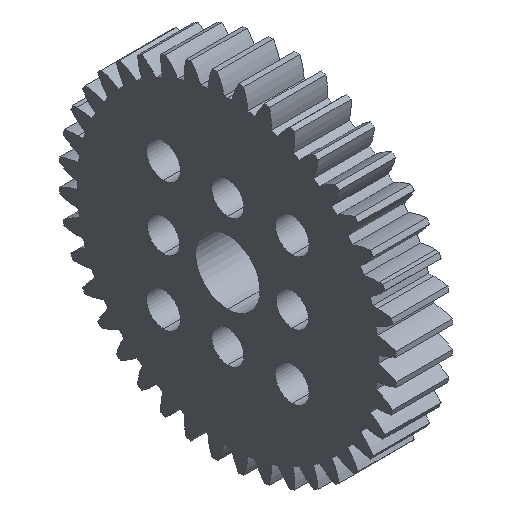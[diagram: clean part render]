
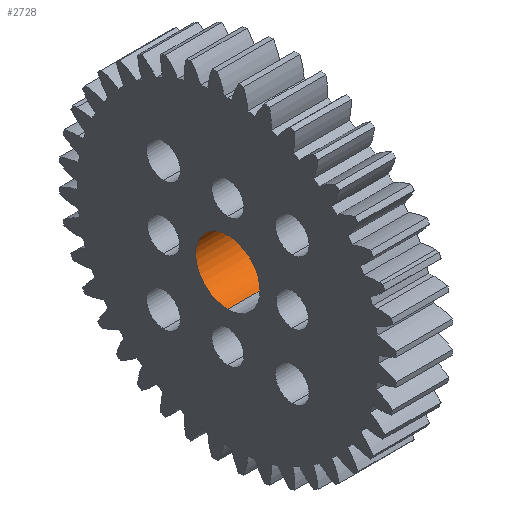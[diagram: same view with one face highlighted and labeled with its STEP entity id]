
A CAD part, isometric view. The second image highlights one B-rep face of the part: STEP entity #2728.
In plain terms, the highlighted cylindrical face has radius 4 mm (diameter 8 mm), a partial arc.
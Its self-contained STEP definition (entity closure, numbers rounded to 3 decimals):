
#248 = EDGE_CURVE ( 'NONE', #637, #5927, #4960, .T. ) ;
#450 = EDGE_CURVE ( 'NONE', #2896, #5927, #2320, .T. ) ;
#637 = VERTEX_POINT ( 'NONE', #5341 ) ;
#923 = VERTEX_POINT ( 'NONE', #2229 ) ;
#1081 = VECTOR ( 'NONE', #4822, 1000. ) ;
#1462 = DIRECTION ( 'NONE',  ( -1., 0., 0. ) ) ;
#1659 = AXIS2_PLACEMENT_3D ( 'NONE', #4525, #3964, #2531 ) ;
#1685 = AXIS2_PLACEMENT_3D ( 'NONE', #5539, #1462, #3037 ) ;
#1741 = DIRECTION ( 'NONE',  ( 0., 0., 1. ) ) ;
#1953 = EDGE_LOOP ( 'NONE', ( #2331, #5911, #5101, #3099 ) ) ;
#1965 = FACE_OUTER_BOUND ( 'NONE', #1953, .T. ) ;
#2200 = EDGE_CURVE ( 'NONE', #923, #2896, #3906, .T. ) ;
#2229 = CARTESIAN_POINT ( 'NONE',  ( 7., 0., 4. ) ) ;
#2320 = CIRCLE ( 'NONE', #6098, 4. ) ;
#2331 = ORIENTED_EDGE ( 'NONE', *, *, #248, .F. ) ;
#2417 = CARTESIAN_POINT ( 'NONE',  ( 0., 0., -4. ) ) ;
#2531 = DIRECTION ( 'NONE',  ( 0., 0., 1. ) ) ;
#2728 = ADVANCED_FACE ( 'NONE', ( #1965 ), #4098, .F. ) ;
#2896 = VERTEX_POINT ( 'NONE', #5706 ) ;
#3037 = DIRECTION ( 'NONE',  ( 0., 0., 1. ) ) ;
#3056 = CARTESIAN_POINT ( 'NONE',  ( 50., 0., -4. ) ) ;
#3099 = ORIENTED_EDGE ( 'NONE', *, *, #450, .T. ) ;
#3138 = VECTOR ( 'NONE', #5054, 1000. ) ;
#3906 = LINE ( 'NONE', #3942, #1081 ) ;
#3942 = CARTESIAN_POINT ( 'NONE',  ( 50., 0., 4. ) ) ;
#3964 = DIRECTION ( 'NONE',  ( -1., 0., 0. ) ) ;
#4098 = CYLINDRICAL_SURFACE ( 'NONE', #1659, 4. ) ;
#4201 = CIRCLE ( 'NONE', #1685, 4. ) ;
#4240 = CARTESIAN_POINT ( 'NONE',  ( 0., 0., 0. ) ) ;
#4363 = EDGE_CURVE ( 'NONE', #923, #637, #4201, .T. ) ;
#4525 = CARTESIAN_POINT ( 'NONE',  ( 50., 0., 0. ) ) ;
#4822 = DIRECTION ( 'NONE',  ( -1., 0., 0. ) ) ;
#4960 = LINE ( 'NONE', #3056, #3138 ) ;
#5054 = DIRECTION ( 'NONE',  ( -1., 0., 0. ) ) ;
#5101 = ORIENTED_EDGE ( 'NONE', *, *, #2200, .T. ) ;
#5341 = CARTESIAN_POINT ( 'NONE',  ( 7., 0., -4. ) ) ;
#5539 = CARTESIAN_POINT ( 'NONE',  ( 7., 0., 0. ) ) ;
#5706 = CARTESIAN_POINT ( 'NONE',  ( 0., 0., 4. ) ) ;
#5911 = ORIENTED_EDGE ( 'NONE', *, *, #4363, .F. ) ;
#5927 = VERTEX_POINT ( 'NONE', #2417 ) ;
#6098 = AXIS2_PLACEMENT_3D ( 'NONE', #4240, #6241, #1741 ) ;
#6241 = DIRECTION ( 'NONE',  ( -1., 0., 0. ) ) ;
